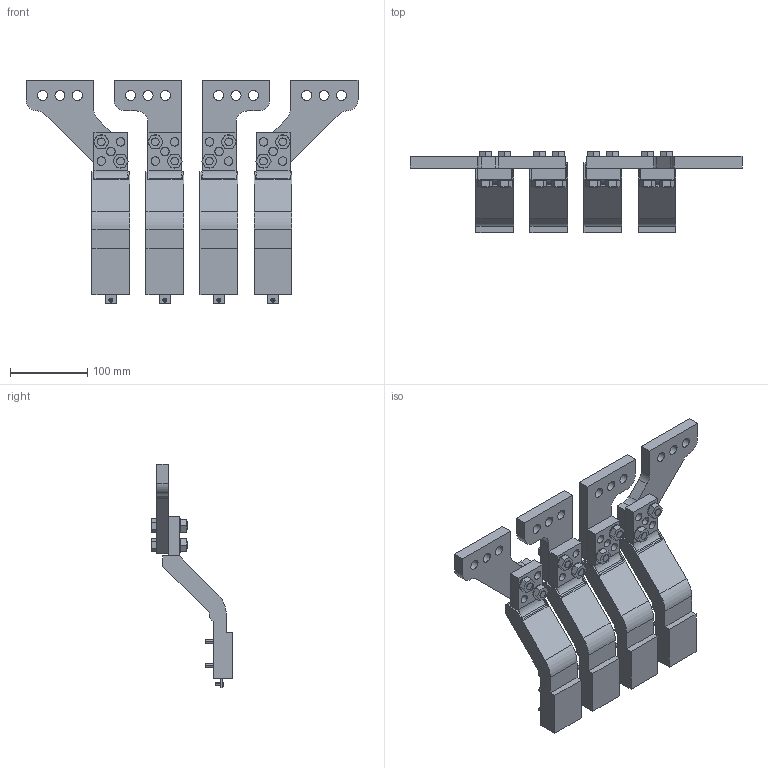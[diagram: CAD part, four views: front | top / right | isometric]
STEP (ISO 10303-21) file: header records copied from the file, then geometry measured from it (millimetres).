
FILE_DESCRIPTION(('CATIA V5 STEP Exchange'),'2;1');
FILE_NAME('1SDH001252R0074_1PA_001_00_E1.2_IV_W_TERMINALS_ES_UPPER.stp','2014-03-06T08:16:37+00:00',('none'),('none'),'CATIA Version 5 Release 20 SP 5 (IN-10)','CATIA V5 STEP AP214','none');
FILE_SCHEMA(('AUTOMOTIVE_DESIGN { 1 0 10303 214 1 1 1 1 }'));
Length unit declared in the file: millimetre
Products named in the file (1): 1SDH001252R0074_1PA_001_00_E1.2_IV_W_TERMINALS_ES_UPPER
Bounding box: 430 x 104.58 x 290 mm (x, y, z)
Volume: 1178100.7 mm3; surface area: 405179.5 mm2
Topology: 56 solids, 56 shells, 880 faces, 2208 edges, 1480 vertices
Faces by surface type: plane 568, cylinder 304, sphere 8
Entity records: 24691 total; most frequent: CARTESIAN_POINT 4720, ORIENTED_EDGE 4416, DIRECTION 3046, EDGE_CURVE 2208, VECTOR 1508, LINE 1508, VERTEX_POINT 1480, AXIS2_PLACEMENT_3D 1080
